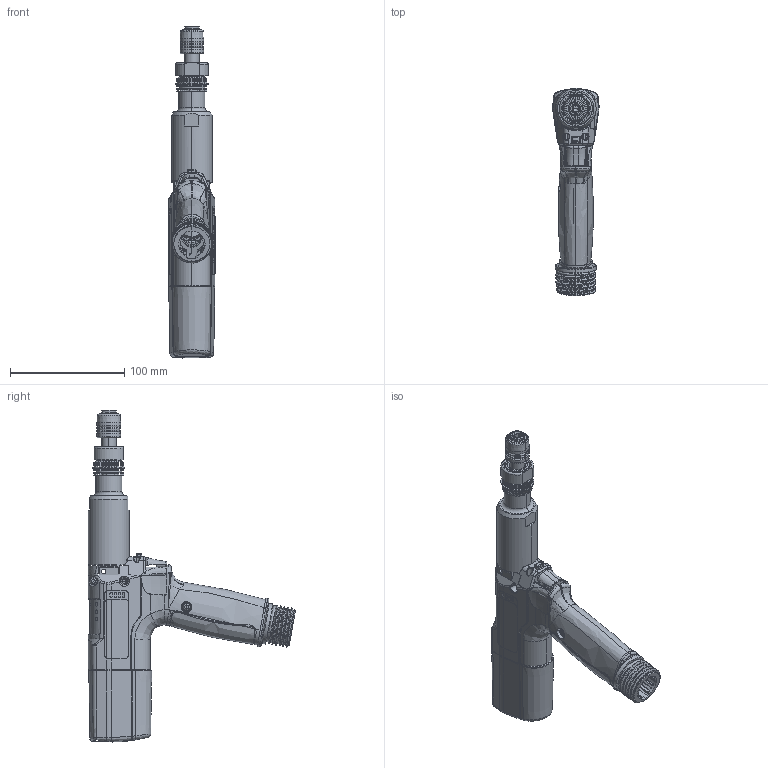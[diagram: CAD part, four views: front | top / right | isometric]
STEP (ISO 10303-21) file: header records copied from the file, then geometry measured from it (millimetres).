
FILE_DESCRIPTION((''),'2;1');
FILE_NAME('EB22PB-16','2011-11-17T',('EJF1116'),(''),'PRO/ENGINEER BY PARAMETRIC TECHNOLOGY CORPORATION, 2010430','PRO/ENGINEER BY PARAMETRIC TECHNOLOGY CORPORATION, 2010430','');
FILE_SCHEMA(('CONFIG_CONTROL_DESIGN'));
Length unit declared in the file: inch
Products named in the file (1): EB22PB-16
Bounding box: 40.69 x 180.9 x 290 mm (x, y, z)
Surface area: 114879.9 mm2 (no closed solid volume)
Topology: 0 solids, 151 shells, 1500 faces, 6442 edges, 4919 vertices
Faces by surface type: plane 566, cylinder 402, bspline 353, cone 70, torus 64, extrusion 27, sphere 18
Entity records: 94365 total; most frequent: CARTESIAN_POINT 48669, ORIENTED_EDGE 8882, DIRECTION 7651, EDGE_CURVE 6436, VERTEX_POINT 4919, VECTOR 2995, LINE 2968, AXIS2_PLACEMENT_3D 2328
